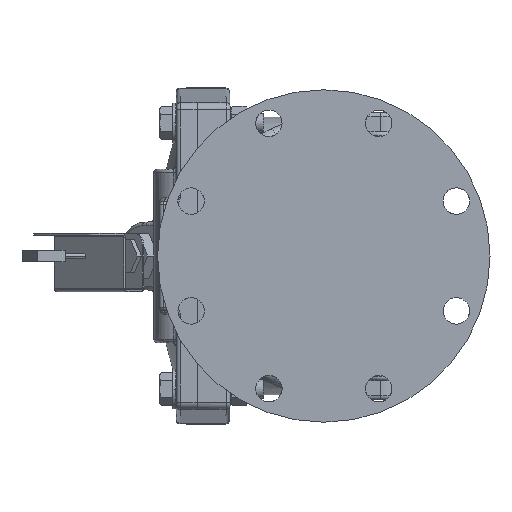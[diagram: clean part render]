
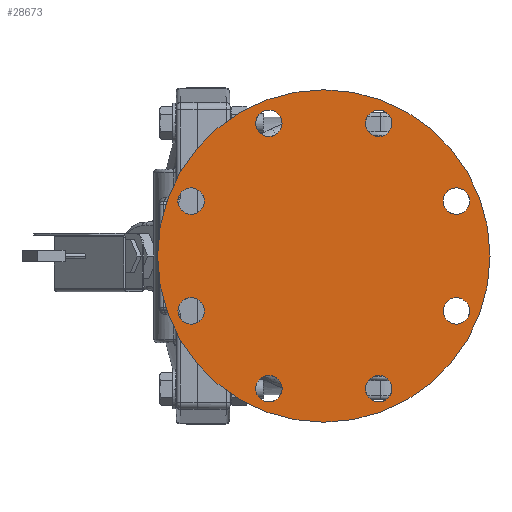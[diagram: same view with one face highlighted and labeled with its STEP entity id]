
A CAD part, left-side view. The second image highlights one B-rep face of the part: STEP entity #28673.
In plain terms, the highlighted planar face has unit normal (-1, 0, 0).
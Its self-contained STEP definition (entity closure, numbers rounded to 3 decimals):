
#1336=CARTESIAN_POINT('',(-7.,1.818,4.388));
#1337=DIRECTION('',(1.,0.,0.));
#1338=DIRECTION('',(0.,0.,-1.));
#1339=AXIS2_PLACEMENT_3D('',#1336,#1337,#1338);
#1341=CARTESIAN_POINT('',(-7.,1.818,4.388));
#1342=DIRECTION('',(1.,0.,0.));
#1343=DIRECTION('',(0.,0.,1.));
#1344=AXIS2_PLACEMENT_3D('',#1341,#1342,#1343);
#1346=CARTESIAN_POINT('',(-7.,4.388,1.818));
#1347=DIRECTION('',(1.,0.,0.));
#1348=DIRECTION('',(0.,-0.707,-0.707));
#1349=AXIS2_PLACEMENT_3D('',#1346,#1347,#1348);
#1351=CARTESIAN_POINT('',(-7.,4.388,1.818));
#1352=DIRECTION('',(1.,0.,0.));
#1353=DIRECTION('',(0.,0.707,0.707));
#1354=AXIS2_PLACEMENT_3D('',#1351,#1352,#1353);
#1356=CARTESIAN_POINT('',(-7.,4.388,-1.818));
#1357=DIRECTION('',(1.,0.,0.));
#1358=DIRECTION('',(0.,-1.,0.));
#1359=AXIS2_PLACEMENT_3D('',#1356,#1357,#1358);
#1361=CARTESIAN_POINT('',(-7.,4.388,-1.818));
#1362=DIRECTION('',(1.,0.,0.));
#1363=DIRECTION('',(0.,1.,0.));
#1364=AXIS2_PLACEMENT_3D('',#1361,#1362,#1363);
#1366=CARTESIAN_POINT('',(-7.,1.818,-4.388));
#1367=DIRECTION('',(1.,0.,0.));
#1368=DIRECTION('',(0.,-0.707,0.707));
#1369=AXIS2_PLACEMENT_3D('',#1366,#1367,#1368);
#1371=CARTESIAN_POINT('',(-7.,1.818,-4.388));
#1372=DIRECTION('',(1.,0.,0.));
#1373=DIRECTION('',(0.,0.707,-0.707));
#1374=AXIS2_PLACEMENT_3D('',#1371,#1372,#1373);
#1376=CARTESIAN_POINT('',(-7.,-1.818,-4.388));
#1377=DIRECTION('',(1.,0.,0.));
#1378=DIRECTION('',(0.,0.,1.));
#1379=AXIS2_PLACEMENT_3D('',#1376,#1377,#1378);
#1381=CARTESIAN_POINT('',(-7.,-1.818,-4.388));
#1382=DIRECTION('',(1.,0.,0.));
#1383=DIRECTION('',(0.,0.,-1.));
#1384=AXIS2_PLACEMENT_3D('',#1381,#1382,#1383);
#1386=CARTESIAN_POINT('',(-7.,-4.388,-1.818));
#1387=DIRECTION('',(1.,0.,0.));
#1388=DIRECTION('',(0.,0.707,0.707));
#1389=AXIS2_PLACEMENT_3D('',#1386,#1387,#1388);
#1391=CARTESIAN_POINT('',(-7.,-4.388,-1.818));
#1392=DIRECTION('',(1.,0.,0.));
#1393=DIRECTION('',(0.,-0.707,-0.707));
#1394=AXIS2_PLACEMENT_3D('',#1391,#1392,#1393);
#1396=CARTESIAN_POINT('',(-7.,-4.388,1.818));
#1397=DIRECTION('',(1.,0.,0.));
#1398=DIRECTION('',(0.,1.,0.));
#1399=AXIS2_PLACEMENT_3D('',#1396,#1397,#1398);
#1401=CARTESIAN_POINT('',(-7.,-4.388,1.818));
#1402=DIRECTION('',(1.,0.,0.));
#1403=DIRECTION('',(0.,-1.,0.));
#1404=AXIS2_PLACEMENT_3D('',#1401,#1402,#1403);
#1406=CARTESIAN_POINT('',(-7.,-1.818,4.388));
#1407=DIRECTION('',(1.,0.,0.));
#1408=DIRECTION('',(0.,0.707,-0.707));
#1409=AXIS2_PLACEMENT_3D('',#1406,#1407,#1408);
#1411=CARTESIAN_POINT('',(-7.,-1.818,4.388));
#1412=DIRECTION('',(1.,0.,0.));
#1413=DIRECTION('',(0.,-0.707,0.707));
#1414=AXIS2_PLACEMENT_3D('',#1411,#1412,#1413);
#1416=CARTESIAN_POINT('',(-7.,0.,0.));
#1417=DIRECTION('',(1.,0.,0.));
#1418=DIRECTION('',(0.,1.,0.));
#1419=AXIS2_PLACEMENT_3D('',#1416,#1417,#1418);
#1426=CARTESIAN_POINT('',(-7.,0.,0.));
#1427=DIRECTION('',(1.,0.,0.));
#1428=DIRECTION('',(0.,-1.,0.));
#1429=AXIS2_PLACEMENT_3D('',#1426,#1427,#1428);
#27086=CARTESIAN_POINT('',(-7.,5.5,0.));
#27087=CARTESIAN_POINT('',(-7.,-5.5,0.));
#27088=VERTEX_POINT('',#27086);
#27089=VERTEX_POINT('',#27087);
#28550=CARTESIAN_POINT('',(-7.,1.818,3.951));
#28552=VERTEX_POINT('',#28550);
#28554=CARTESIAN_POINT('',(-7.,1.818,4.826));
#28556=VERTEX_POINT('',#28554);
#28558=CARTESIAN_POINT('',(-7.,4.079,1.508));
#28560=VERTEX_POINT('',#28558);
#28562=CARTESIAN_POINT('',(-7.,4.698,2.127));
#28564=VERTEX_POINT('',#28562);
#28566=CARTESIAN_POINT('',(-7.,3.951,-1.818));
#28568=VERTEX_POINT('',#28566);
#28570=CARTESIAN_POINT('',(-7.,4.826,-1.818));
#28572=VERTEX_POINT('',#28570);
#28574=CARTESIAN_POINT('',(-7.,1.508,-4.079));
#28576=VERTEX_POINT('',#28574);
#28578=CARTESIAN_POINT('',(-7.,2.127,-4.698));
#28580=VERTEX_POINT('',#28578);
#28582=CARTESIAN_POINT('',(-7.,-1.818,-3.951));
#28584=VERTEX_POINT('',#28582);
#28586=CARTESIAN_POINT('',(-7.,-1.818,-4.826));
#28588=VERTEX_POINT('',#28586);
#28590=CARTESIAN_POINT('',(-7.,-4.079,-1.508));
#28592=VERTEX_POINT('',#28590);
#28594=CARTESIAN_POINT('',(-7.,-4.698,-2.127));
#28596=VERTEX_POINT('',#28594);
#28598=CARTESIAN_POINT('',(-7.,-3.951,1.818));
#28600=VERTEX_POINT('',#28598);
#28602=CARTESIAN_POINT('',(-7.,-4.826,1.818));
#28604=VERTEX_POINT('',#28602);
#28606=CARTESIAN_POINT('',(-7.,-1.508,4.079));
#28608=VERTEX_POINT('',#28606);
#28610=CARTESIAN_POINT('',(-7.,-2.127,4.698));
#28612=VERTEX_POINT('',#28610);
#28614=CARTESIAN_POINT('',(-7.,-5.5,-6.375));
#28615=DIRECTION('',(1.,0.,0.));
#28616=DIRECTION('',(0.,1.,0.));
#28617=AXIS2_PLACEMENT_3D('',#28614,#28615,#28616);
#28618=PLANE('',#28617);
#28620=ORIENTED_EDGE('',*,*,#28619,.T.);
#28622=ORIENTED_EDGE('',*,*,#28621,.T.);
#28623=EDGE_LOOP('',(#28620,#28622));
#28624=FACE_OUTER_BOUND('',#28623,.F.);
#28626=ORIENTED_EDGE('',*,*,#28625,.F.);
#28628=ORIENTED_EDGE('',*,*,#28627,.F.);
#28629=EDGE_LOOP('',(#28626,#28628));
#28630=FACE_BOUND('',#28629,.F.);
#28632=ORIENTED_EDGE('',*,*,#28631,.F.);
#28634=ORIENTED_EDGE('',*,*,#28633,.F.);
#28635=EDGE_LOOP('',(#28632,#28634));
#28636=FACE_BOUND('',#28635,.F.);
#28638=ORIENTED_EDGE('',*,*,#28637,.F.);
#28640=ORIENTED_EDGE('',*,*,#28639,.F.);
#28641=EDGE_LOOP('',(#28638,#28640));
#28642=FACE_BOUND('',#28641,.F.);
#28644=ORIENTED_EDGE('',*,*,#28643,.F.);
#28646=ORIENTED_EDGE('',*,*,#28645,.F.);
#28647=EDGE_LOOP('',(#28644,#28646));
#28648=FACE_BOUND('',#28647,.F.);
#28650=ORIENTED_EDGE('',*,*,#28649,.F.);
#28652=ORIENTED_EDGE('',*,*,#28651,.F.);
#28653=EDGE_LOOP('',(#28650,#28652));
#28654=FACE_BOUND('',#28653,.F.);
#28656=ORIENTED_EDGE('',*,*,#28655,.F.);
#28658=ORIENTED_EDGE('',*,*,#28657,.F.);
#28659=EDGE_LOOP('',(#28656,#28658));
#28660=FACE_BOUND('',#28659,.F.);
#28662=ORIENTED_EDGE('',*,*,#28661,.F.);
#28664=ORIENTED_EDGE('',*,*,#28663,.F.);
#28665=EDGE_LOOP('',(#28662,#28664));
#28666=FACE_BOUND('',#28665,.F.);
#28668=ORIENTED_EDGE('',*,*,#28667,.F.);
#28670=ORIENTED_EDGE('',*,*,#28669,.F.);
#28671=EDGE_LOOP('',(#28668,#28670));
#28672=FACE_BOUND('',#28671,.F.);
#1340=CIRCLE('',#1339,0.438);
#1345=CIRCLE('',#1344,0.438);
#1350=CIRCLE('',#1349,0.438);
#1355=CIRCLE('',#1354,0.438);
#1360=CIRCLE('',#1359,0.438);
#1365=CIRCLE('',#1364,0.438);
#1370=CIRCLE('',#1369,0.438);
#1375=CIRCLE('',#1374,0.438);
#1380=CIRCLE('',#1379,0.438);
#1385=CIRCLE('',#1384,0.438);
#1390=CIRCLE('',#1389,0.438);
#1395=CIRCLE('',#1394,0.438);
#1400=CIRCLE('',#1399,0.438);
#1405=CIRCLE('',#1404,0.438);
#1410=CIRCLE('',#1409,0.438);
#1415=CIRCLE('',#1414,0.438);
#1420=CIRCLE('',#1419,5.5);
#1430=CIRCLE('',#1429,5.5);
#28619=EDGE_CURVE('',#27088,#27089,#1420,.T.);
#28621=EDGE_CURVE('',#27089,#27088,#1430,.T.);
#28625=EDGE_CURVE('',#28552,#28556,#1340,.T.);
#28627=EDGE_CURVE('',#28556,#28552,#1345,.T.);
#28631=EDGE_CURVE('',#28560,#28564,#1350,.T.);
#28633=EDGE_CURVE('',#28564,#28560,#1355,.T.);
#28637=EDGE_CURVE('',#28568,#28572,#1360,.T.);
#28639=EDGE_CURVE('',#28572,#28568,#1365,.T.);
#28643=EDGE_CURVE('',#28576,#28580,#1370,.T.);
#28645=EDGE_CURVE('',#28580,#28576,#1375,.T.);
#28649=EDGE_CURVE('',#28584,#28588,#1380,.T.);
#28651=EDGE_CURVE('',#28588,#28584,#1385,.T.);
#28655=EDGE_CURVE('',#28592,#28596,#1390,.T.);
#28657=EDGE_CURVE('',#28596,#28592,#1395,.T.);
#28661=EDGE_CURVE('',#28600,#28604,#1400,.T.);
#28663=EDGE_CURVE('',#28604,#28600,#1405,.T.);
#28667=EDGE_CURVE('',#28608,#28612,#1410,.T.);
#28669=EDGE_CURVE('',#28612,#28608,#1415,.T.);
#28673=ADVANCED_FACE('',(#28624,#28630,#28636,#28642,#28648,#28654,#28660,
#28666,#28672),#28618,.F.);
